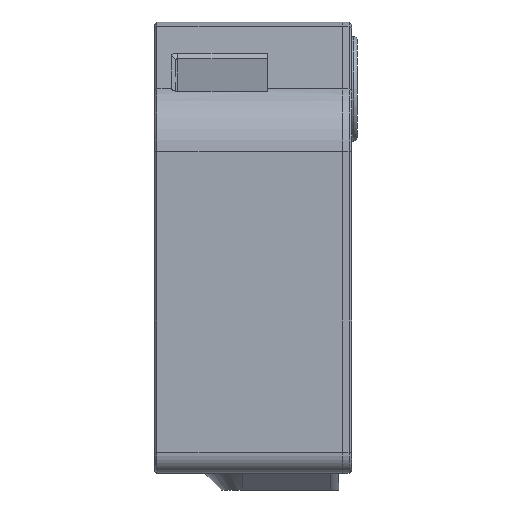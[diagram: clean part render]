
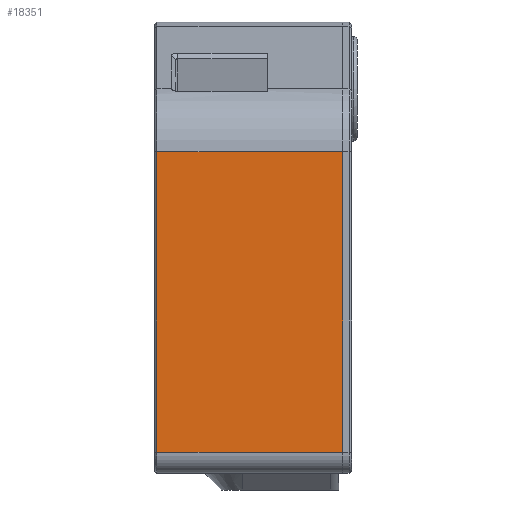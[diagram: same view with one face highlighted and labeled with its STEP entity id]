
A CAD part, front view. The second image highlights one B-rep face of the part: STEP entity #18351.
In plain terms, the highlighted planar face has unit normal (0, -1, 0).
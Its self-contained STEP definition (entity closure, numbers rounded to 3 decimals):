
#853=PLANE('',#19522);
#1410=LINE('',#25220,#3427);
#1891=LINE('',#26709,#3908);
#1902=LINE('',#26754,#3919);
#1904=LINE('',#26770,#3921);
#3427=VECTOR('',#20658,10.);
#3908=VECTOR('',#21607,10.);
#3919=VECTOR('',#21632,10.);
#3921=VECTOR('',#21638,10.);
#5756=FACE_OUTER_BOUND('',#6821,.T.);
#6821=EDGE_LOOP('',(#13734,#13735,#13736,#13737));
#8169=VERTEX_POINT('',#25217);
#8170=VERTEX_POINT('',#25219);
#8583=VERTEX_POINT('',#26703);
#8584=VERTEX_POINT('',#26707);
#9947=EDGE_CURVE('',#8170,#8169,#1410,.T.);
#10540=EDGE_CURVE('',#8584,#8583,#1891,.T.);
#10556=EDGE_CURVE('',#8583,#8169,#1902,.T.);
#10561=EDGE_CURVE('',#8584,#8170,#1904,.T.);
#13734=ORIENTED_EDGE('',*,*,#10540,.F.);
#13735=ORIENTED_EDGE('',*,*,#10561,.T.);
#13736=ORIENTED_EDGE('',*,*,#9947,.T.);
#13737=ORIENTED_EDGE('',*,*,#10556,.F.);
#18351=ADVANCED_FACE('',(#5756),#853,.T.);
#19522=AXIS2_PLACEMENT_3D('',#26769,#21636,#21637);
#20658=DIRECTION('',(0.,0.,1.));
#21607=DIRECTION('',(0.,0.,1.));
#21632=DIRECTION('',(1.,0.,0.));
#21636=DIRECTION('center_axis',(0.,-1.,0.));
#21637=DIRECTION('ref_axis',(0.,0.,-1.));
#21638=DIRECTION('',(1.,0.,0.));
#25217=CARTESIAN_POINT('',(45.,-72.,77.));
#25219=CARTESIAN_POINT('',(45.,-72.,5.));
#25220=CARTESIAN_POINT('',(45.,-72.,65.5));
#26703=CARTESIAN_POINT('',(0.5,-72.,77.));
#26707=CARTESIAN_POINT('',(0.5,-72.,5.));
#26709=CARTESIAN_POINT('',(0.5,-72.,65.5));
#26754=CARTESIAN_POINT('',(0.,-72.,77.));
#26769=CARTESIAN_POINT('Origin',(0.,-72.,77.));
#26770=CARTESIAN_POINT('',(0.,-72.,5.));
